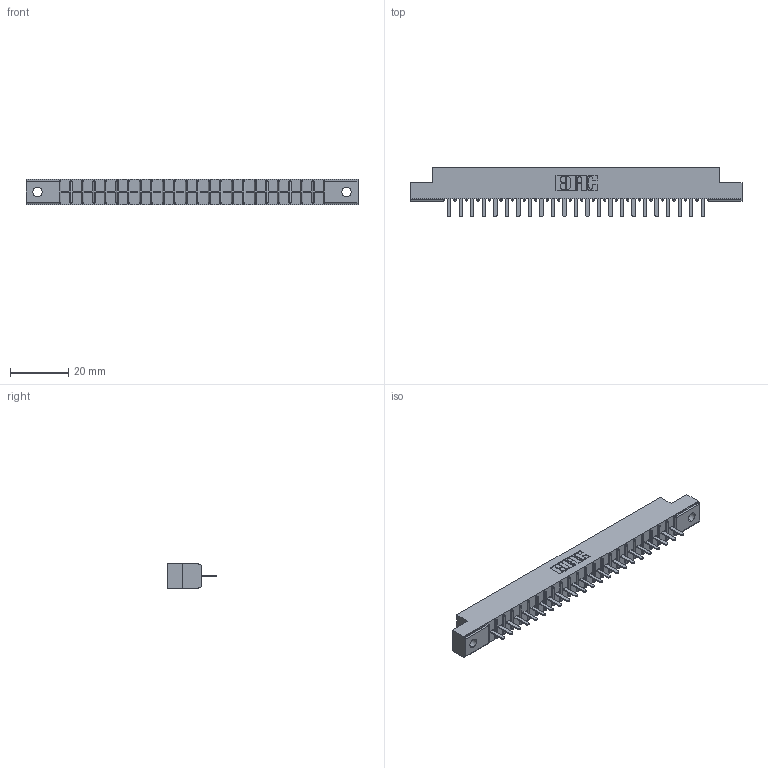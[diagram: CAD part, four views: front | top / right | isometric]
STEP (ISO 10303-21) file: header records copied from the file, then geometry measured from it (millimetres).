
FILE_DESCRIPTION (( 'STEP AP203' ), '1' );
FILE_NAME ('356-023-420-102.STEP', '2020-09-23T15:50:24', ( '' ), ( '' ), 'SwSTEP 2.0', 'SolidWorks 2020', '' );
FILE_SCHEMA (( 'CONFIG_CONTROL_DESIGN' ));
Length unit declared in the file: inch
Products named in the file (3): 306 Part_.128 Dia; 306-290-001_120; 356-023-420-102
Assembly tree (24 placements, depth 2):
  356-023-420-102
    306 Part_.128 Dia
    306-290-001_120  x23
Bounding box: 114.15 x 17.12 x 8.71 mm (x, y, z)
Volume: 7773.9 mm3; surface area: 11275.7 mm2
Topology: 24 solids, 24 shells, 1726 faces, 4847 edges, 3106 vertices
Faces by surface type: plane 1149, cylinder 485, sphere 92
Entity records: 23868 total; most frequent: CARTESIAN_POINT 4004, ORIENTED_EDGE 3966, DIRECTION 3951, EDGE_CURVE 1983, VECTOR 1541, LINE 1541, VERTEX_POINT 1258, AXIS2_PLACEMENT_3D 1205
